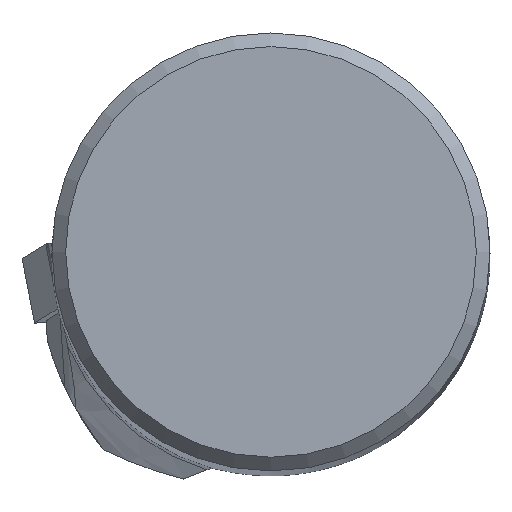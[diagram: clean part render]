
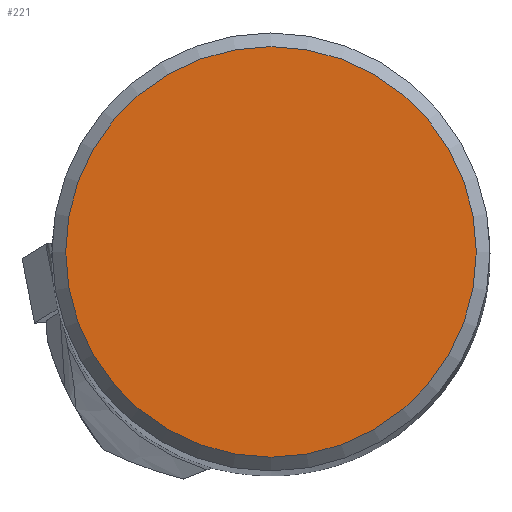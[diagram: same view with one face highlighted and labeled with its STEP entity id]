
A CAD part, top view. The second image highlights one B-rep face of the part: STEP entity #221.
In plain terms, the highlighted planar face has unit normal (0, 0, 1).
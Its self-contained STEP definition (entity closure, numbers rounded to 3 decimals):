
#168=CIRCLE('',#973,7.5);
#221=ADVANCED_FACE('',(#290),#261,.F.);
#261=PLANE('',#974);
#290=FACE_OUTER_BOUND('',#326,.T.);
#326=EDGE_LOOP('',(#466));
#466=ORIENTED_EDGE('',*,*,#726,.T.);
#632=VERTEX_POINT('',#1501);
#726=EDGE_CURVE('',#632,#632,#168,.T.);
#973=AXIS2_PLACEMENT_3D('',#1500,#1146,#1147);
#974=AXIS2_PLACEMENT_3D('',#1502,#1148,#1149);
#1146=DIRECTION('',(0.,0.,1.));
#1147=DIRECTION('',(0.,-1.,0.));
#1148=DIRECTION('',(0.,0.,-1.));
#1149=DIRECTION('',(0.,-1.,0.));
#1500=CARTESIAN_POINT('',(0.,0.,0.));
#1501=CARTESIAN_POINT('',(0.,-7.5,0.));
#1502=CARTESIAN_POINT('',(0.,0.,0.));
